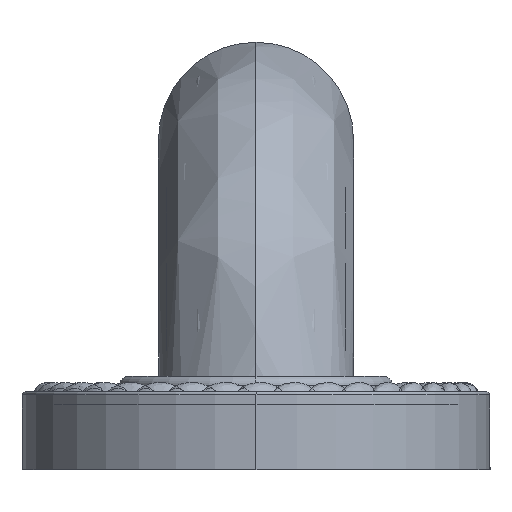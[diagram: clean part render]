
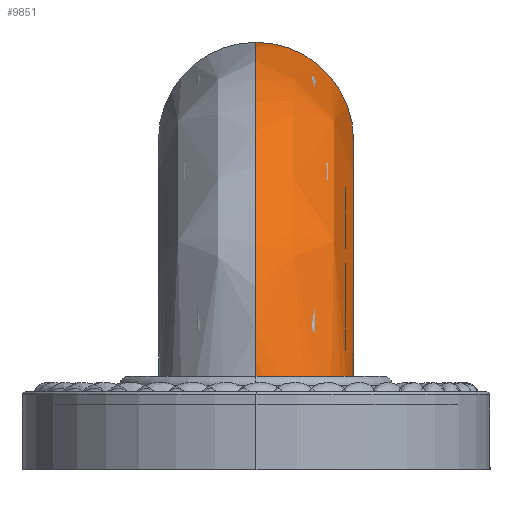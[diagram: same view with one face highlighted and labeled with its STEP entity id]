
A CAD part, left-side view. The second image highlights one B-rep face of the part: STEP entity #9851.
In plain terms, the highlighted free-form (B-spline) face has degree [3, 3] with [4, 4] control points.
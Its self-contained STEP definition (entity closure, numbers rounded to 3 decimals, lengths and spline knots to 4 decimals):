
#2179=CARTESIAN_POINT('',(-21.,0.,0.49));
#2180=DIRECTION('',(0.,0.,-1.));
#2181=DIRECTION('',(1.,0.,0.));
#2182=AXIS2_PLACEMENT_3D('',#2179,#2180,#2181);
#2184=CARTESIAN_POINT('',(-19.375,0.,2.115));
#2185=DIRECTION('',(1.,0.,0.));
#2186=DIRECTION('',(0.,0.,1.));
#2187=AXIS2_PLACEMENT_3D('',#2184,#2185,#2186);
#2194=CARTESIAN_POINT('',(-20.375,0.,0.49));
#2195=CARTESIAN_POINT('',(-20.375,0.,0.6079));
#2196=CARTESIAN_POINT('',(-20.3323,0.,0.8624));
#2197=CARTESIAN_POINT('',(-20.1032,0.,1.2182));
#2198=CARTESIAN_POINT('',(-19.7474,0.,1.4473));
#2199=CARTESIAN_POINT('',(-19.4929,0.,1.49));
#2200=CARTESIAN_POINT('',(-19.375,0.,1.49));
#2207=CARTESIAN_POINT('',(-19.375,0.,2.74));
#2208=CARTESIAN_POINT('',(-19.6402,0.,2.74));
#2209=CARTESIAN_POINT('',(-20.213,0.,2.6439));
#2210=CARTESIAN_POINT('',(-21.0135,0.,2.1285));
#2211=CARTESIAN_POINT('',(-21.5289,0.,1.328));
#2212=CARTESIAN_POINT('',(-21.625,0.,0.7552));
#2213=CARTESIAN_POINT('',(-21.625,0.,0.49));
#2595=CARTESIAN_POINT('',(-20.375,0.,0.49));
#2596=VERTEX_POINT('',#2595);
#2597=CARTESIAN_POINT('',(-21.625,0.,0.49));
#2598=VERTEX_POINT('',#2597);
#2599=VERTEX_POINT('',#2207);
#2600=CARTESIAN_POINT('',(-19.375,0.,1.49));
#2601=VERTEX_POINT('',#2600);
#9825=CARTESIAN_POINT('',(-20.376,0.0426,
0.4598));
#9826=CARTESIAN_POINT('',(-20.2784,-1.3871,
0.4628));
#9827=CARTESIAN_POINT('',(-21.7146,-1.3979,
0.4195));
#9828=CARTESIAN_POINT('',(-21.6227,0.0399,
0.4223));
#9829=CARTESIAN_POINT('',(-20.3945,0.0426,
1.0744));
#9830=CARTESIAN_POINT('',(-20.2951,-1.3871,
1.0174));
#9831=CARTESIAN_POINT('',(-21.7579,-1.3979,
1.8559));
#9832=CARTESIAN_POINT('',(-21.6643,0.0399,
1.8023));
#9833=CARTESIAN_POINT('',(-19.9598,0.0426,
1.5093));
#9834=CARTESIAN_POINT('',(-19.9028,-1.3871,
1.4099));
#9835=CARTESIAN_POINT('',(-20.7419,-1.3979,
2.8724));
#9836=CARTESIAN_POINT('',(-20.6882,0.0399,
2.7788));
#9837=CARTESIAN_POINT('',(-19.3452,0.0426,
1.491));
#9838=CARTESIAN_POINT('',(-19.3481,-1.3871,
1.3934));
#9839=CARTESIAN_POINT('',(-19.3054,-1.3979,
2.8296));
#9840=CARTESIAN_POINT('',(-19.3081,0.0399,
2.7377));
#9841=(BOUNDED_SURFACE()B_SPLINE_SURFACE(3,3,((#9825,#9826,#9827,#9828),(#9829,
#9830,#9831,#9832),(#9833,#9834,#9835,#9836),(#9837,#9838,#9839,#9840)),
.UNSPECIFIED.,.F.,.F.,.F.)B_SPLINE_SURFACE_WITH_KNOTS((4,4),(4,4),(
-0.0214,1.0212),(-0.0353,1.033),
.UNSPECIFIED.)GEOMETRIC_REPRESENTATION_ITEM()RATIONAL_B_SPLINE_SURFACE(((
2.547,0.737,0.733,2.535),(
2.013,0.583,0.58,2.004),(
2.013,0.583,0.579,2.003),(
2.546,0.737,0.733,2.535)))REPRESENTATION_ITEM('')SURFACE());
#9842=ORIENTED_EDGE('',*,*,#9819,.T.);
#9844=ORIENTED_EDGE('',*,*,#9843,.F.);
#9846=ORIENTED_EDGE('',*,*,#9845,.T.);
#9848=ORIENTED_EDGE('',*,*,#9847,.F.);
#9849=EDGE_LOOP('',(#9842,#9844,#9846,#9848));
#9850=FACE_OUTER_BOUND('',#9849,.F.);
#9851=ADVANCED_FACE('',(#9850),#9841,.T.);
#2183=CIRCLE('',#2182,0.625);
#2188=CIRCLE('',#2187,0.625);
#2201=B_SPLINE_CURVE_WITH_KNOTS('',3,(#2194,#2195,#2196,#2197,#2198,#2199,
#2200),.UNSPECIFIED.,.F.,.F.,(4,1,1,1,4),(0.,0.25,0.5,0.75,1.),
.UNSPECIFIED.);
#2214=B_SPLINE_CURVE_WITH_KNOTS('',3,(#2207,#2208,#2209,#2210,#2211,#2212,
#2213),.UNSPECIFIED.,.F.,.F.,(4,1,1,1,4),(0.,0.25,0.5,0.75,1.),
.UNSPECIFIED.);
#9819=EDGE_CURVE('',#2596,#2598,#2183,.T.);
#9843=EDGE_CURVE('',#2599,#2598,#2214,.T.);
#9845=EDGE_CURVE('',#2599,#2601,#2188,.T.);
#9847=EDGE_CURVE('',#2596,#2601,#2201,.T.);
